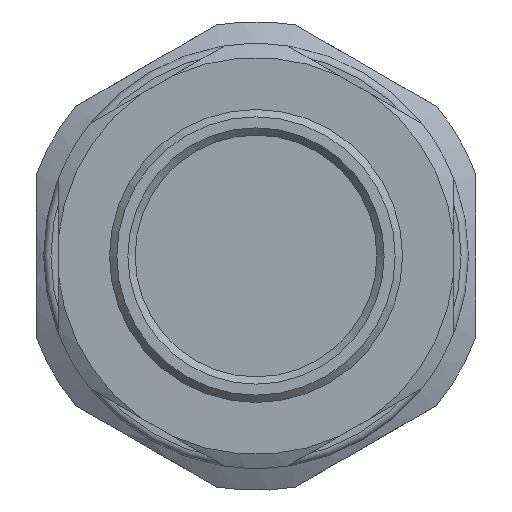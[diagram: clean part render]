
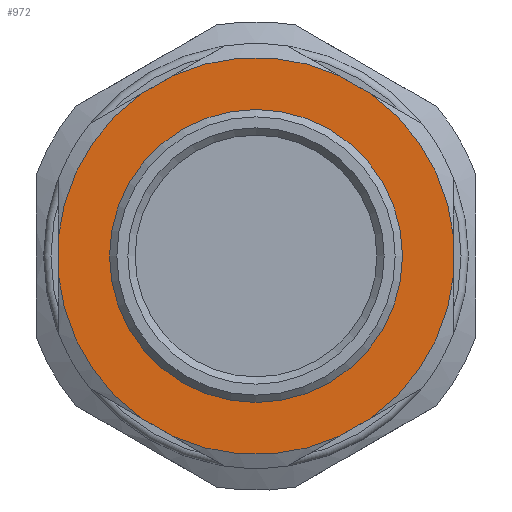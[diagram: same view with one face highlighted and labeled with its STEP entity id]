
A CAD part, front view. The second image highlights one B-rep face of the part: STEP entity #972.
In plain terms, the highlighted planar face has unit normal (0, -1, 0).
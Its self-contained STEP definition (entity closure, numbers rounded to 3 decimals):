
#53=FACE_BOUND('',#350,.T.);
#112=LINE('',#1476,#153);
#115=LINE('',#1498,#156);
#118=LINE('',#1520,#159);
#121=LINE('',#1542,#162);
#124=LINE('',#1564,#165);
#127=LINE('',#1586,#168);
#153=VECTOR('',#1181,10.);
#156=VECTOR('',#1186,10.);
#159=VECTOR('',#1191,10.);
#162=VECTOR('',#1196,10.);
#165=VECTOR('',#1201,10.);
#168=VECTOR('',#1206,10.);
#293=FACE_OUTER_BOUND('',#349,.T.);
#349=EDGE_LOOP('',(#784,#785,#786,#787,#788,#789,#790,#791,#792,#793,#794,
#795));
#350=EDGE_LOOP('',(#796));
#402=CIRCLE('',#1062,13.554);
#403=CIRCLE('',#1064,13.554);
#404=CIRCLE('',#1066,13.554);
#405=CIRCLE('',#1068,13.554);
#406=CIRCLE('',#1070,13.554);
#409=CIRCLE('',#1075,9.5);
#410=CIRCLE('',#1077,13.554);
#449=VERTEX_POINT('',#1470);
#451=VERTEX_POINT('',#1475);
#455=VERTEX_POINT('',#1492);
#457=VERTEX_POINT('',#1497);
#461=VERTEX_POINT('',#1514);
#463=VERTEX_POINT('',#1519);
#467=VERTEX_POINT('',#1536);
#469=VERTEX_POINT('',#1541);
#473=VERTEX_POINT('',#1558);
#475=VERTEX_POINT('',#1563);
#479=VERTEX_POINT('',#1580);
#481=VERTEX_POINT('',#1585);
#487=VERTEX_POINT('',#1638);
#538=EDGE_CURVE('',#451,#449,#112,.T.);
#545=EDGE_CURVE('',#457,#455,#115,.T.);
#552=EDGE_CURVE('',#463,#461,#118,.T.);
#559=EDGE_CURVE('',#469,#467,#121,.T.);
#566=EDGE_CURVE('',#475,#473,#124,.T.);
#573=EDGE_CURVE('',#481,#479,#127,.T.);
#589=EDGE_CURVE('',#451,#479,#402,.T.);
#590=EDGE_CURVE('',#481,#473,#403,.T.);
#591=EDGE_CURVE('',#475,#467,#404,.T.);
#592=EDGE_CURVE('',#469,#461,#405,.T.);
#593=EDGE_CURVE('',#463,#455,#406,.T.);
#597=EDGE_CURVE('',#487,#487,#409,.T.);
#599=EDGE_CURVE('',#457,#449,#410,.T.);
#784=ORIENTED_EDGE('',*,*,#538,.T.);
#785=ORIENTED_EDGE('',*,*,#599,.F.);
#786=ORIENTED_EDGE('',*,*,#545,.T.);
#787=ORIENTED_EDGE('',*,*,#593,.F.);
#788=ORIENTED_EDGE('',*,*,#552,.T.);
#789=ORIENTED_EDGE('',*,*,#592,.F.);
#790=ORIENTED_EDGE('',*,*,#559,.T.);
#791=ORIENTED_EDGE('',*,*,#591,.F.);
#792=ORIENTED_EDGE('',*,*,#566,.T.);
#793=ORIENTED_EDGE('',*,*,#590,.F.);
#794=ORIENTED_EDGE('',*,*,#573,.T.);
#795=ORIENTED_EDGE('',*,*,#589,.F.);
#796=ORIENTED_EDGE('',*,*,#597,.T.);
#933=PLANE('',#1076);
#972=ADVANCED_FACE('',(#293,#53),#933,.T.);
#1062=AXIS2_PLACEMENT_3D('',#1622,#1251,#1252);
#1064=AXIS2_PLACEMENT_3D('',#1624,#1255,#1256);
#1066=AXIS2_PLACEMENT_3D('',#1626,#1259,#1260);
#1068=AXIS2_PLACEMENT_3D('',#1628,#1263,#1264);
#1070=AXIS2_PLACEMENT_3D('',#1630,#1267,#1268);
#1075=AXIS2_PLACEMENT_3D('',#1639,#1278,#1279);
#1076=AXIS2_PLACEMENT_3D('',#1641,#1281,#1282);
#1077=AXIS2_PLACEMENT_3D('',#1642,#1283,#1284);
#1181=DIRECTION('',(-0.866,0.,-0.5));
#1186=DIRECTION('',(0.,0.,-1.));
#1191=DIRECTION('',(0.866,0.,-0.5));
#1196=DIRECTION('',(0.866,0.,0.5));
#1201=DIRECTION('',(0.,0.,1.));
#1206=DIRECTION('',(-0.866,0.,0.5));
#1251=DIRECTION('center_axis',(0.,1.,0.));
#1252=DIRECTION('ref_axis',(-1.,0.,0.));
#1255=DIRECTION('center_axis',(0.,1.,0.));
#1256=DIRECTION('ref_axis',(-1.,0.,0.));
#1259=DIRECTION('center_axis',(0.,1.,0.));
#1260=DIRECTION('ref_axis',(-1.,0.,0.));
#1263=DIRECTION('center_axis',(0.,1.,0.));
#1264=DIRECTION('ref_axis',(-1.,0.,0.));
#1267=DIRECTION('center_axis',(0.,1.,0.));
#1268=DIRECTION('ref_axis',(-1.,0.,0.));
#1278=DIRECTION('center_axis',(0.,1.,0.));
#1279=DIRECTION('ref_axis',(-1.,0.,0.));
#1281=DIRECTION('center_axis',(0.,-1.,0.));
#1282=DIRECTION('ref_axis',(0.,0.,
-1.));
#1283=DIRECTION('center_axis',(0.,1.,0.));
#1284=DIRECTION('ref_axis',(-1.,0.,0.));
#1470=CARTESIAN_POINT('',(134.444,39.441,131.254));
#1475=CARTESIAN_POINT('',(136.532,39.441,132.46));
#1476=CARTESIAN_POINT('',(127.603,39.441,127.305));
#1492=CARTESIAN_POINT('',(128.738,39.441,118.96));
#1497=CARTESIAN_POINT('',(128.738,39.441,121.372));
#1498=CARTESIAN_POINT('',(128.738,39.441,116.269));
#1514=CARTESIAN_POINT('',(136.532,39.441,107.871));
#1519=CARTESIAN_POINT('',(134.444,39.441,109.077));
#1520=CARTESIAN_POINT('',(134.353,39.441,109.13));
#1536=CARTESIAN_POINT('',(150.032,39.441,109.077));
#1541=CARTESIAN_POINT('',(147.944,39.441,107.871));
#1542=CARTESIAN_POINT('',(147.853,39.441,107.819));
#1558=CARTESIAN_POINT('',(155.738,39.441,121.372));
#1563=CARTESIAN_POINT('',(155.738,39.441,118.96));
#1564=CARTESIAN_POINT('',(155.738,39.441,124.063));
#1580=CARTESIAN_POINT('',(147.944,39.441,132.46));
#1585=CARTESIAN_POINT('',(150.032,39.441,131.254));
#1586=CARTESIAN_POINT('',(141.103,39.441,136.409));
#1622=CARTESIAN_POINT('Origin',(142.238,39.441,120.166));
#1624=CARTESIAN_POINT('Origin',(142.238,39.441,120.166));
#1626=CARTESIAN_POINT('Origin',(142.238,39.441,120.166));
#1628=CARTESIAN_POINT('Origin',(142.238,39.441,120.166));
#1630=CARTESIAN_POINT('Origin',(142.238,39.441,120.166));
#1638=CARTESIAN_POINT('',(151.738,39.441,120.166));
#1639=CARTESIAN_POINT('Origin',(142.238,39.441,120.166));
#1641=CARTESIAN_POINT('Origin',(130.211,39.441,120.166));
#1642=CARTESIAN_POINT('Origin',(142.238,39.441,120.166));
